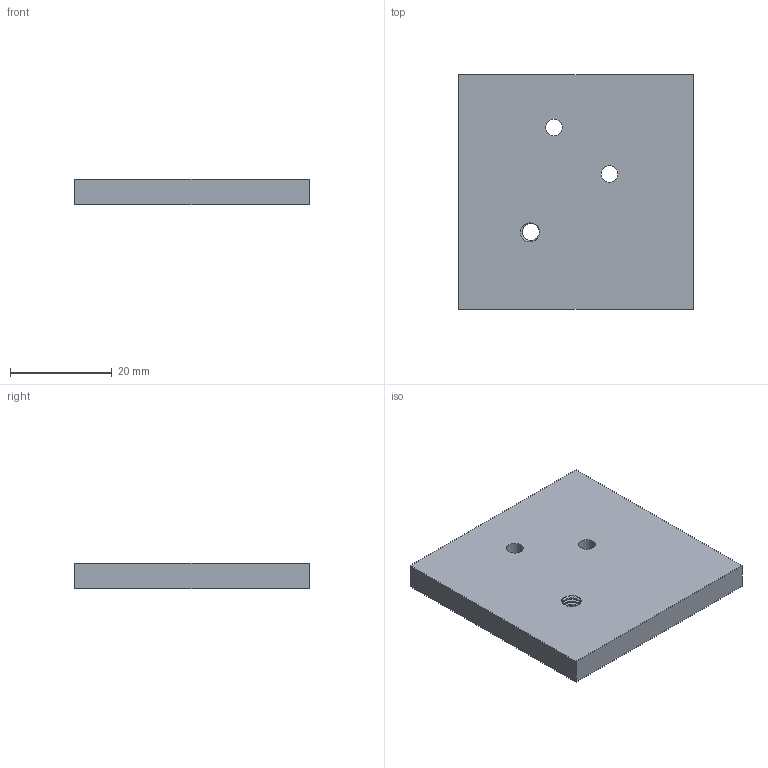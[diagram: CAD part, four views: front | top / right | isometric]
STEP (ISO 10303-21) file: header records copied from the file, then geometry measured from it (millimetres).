
FILE_DESCRIPTION(/* description */ (''),/* implementation_level */ '2;1');
FILE_NAME(/* name */ 'fd275145-57c3-4d8a-9a72-1f56b0162697.stp',/* time_stamp */ '2023-08-25T20:42:40Z',/* author */ (''),/* organization */ (''),/* preprocessor_version */ 'ST-DEVELOPER v20',/* originating_system */ 'Autodesk Translation Framework v12.14.0.127',/* authorisation */ '');
FILE_SCHEMA (('AUTOMOTIVE_DESIGN { 1 0 10303 214 3 1 1 }'));
Length unit declared in the file: inch
Products named in the file (1): galvo_center_adaptor
Bounding box: 46.23 x 46.23 x 5 mm (x, y, z)
Volume: 10552.5 mm3; surface area: 5338.1 mm2
Topology: 1 solids, 1 shells, 25 faces, 69 edges, 46 vertices
Faces by surface type: cylinder 17, plane 6, bspline 2
Full cylindrical faces by diameter (mm): 3.302 x2, 3.416 x2, 4.166 x3
Entity records: 1670 total; most frequent: CARTESIAN_POINT 1044, ORIENTED_EDGE 138, DIRECTION 93, EDGE_CURVE 69, VERTEX_POINT 46, B_SPLINE_CURVE_WITH_KNOTS 33, AXIS2_PLACEMENT_3D 33, EDGE_LOOP 31
